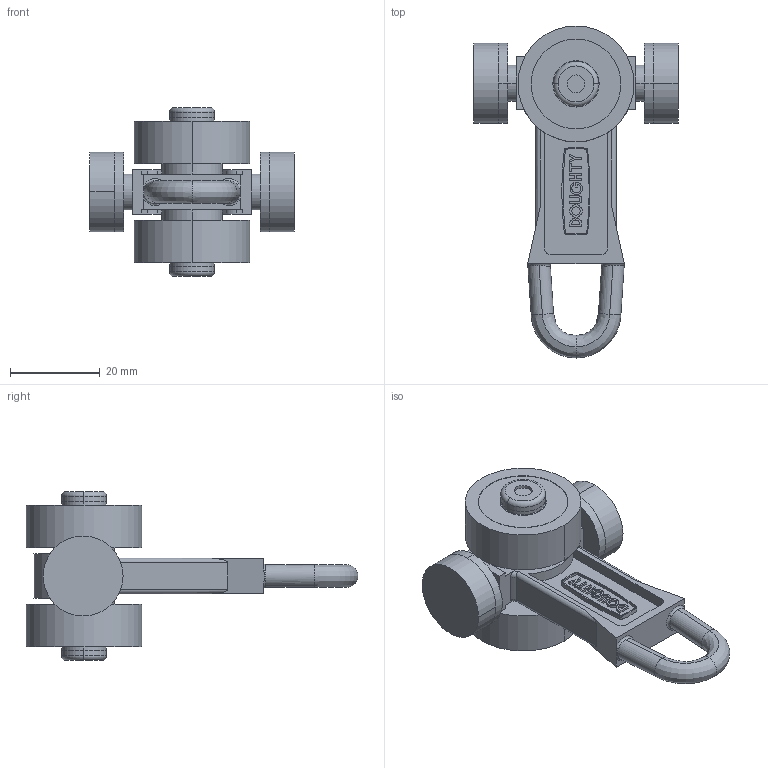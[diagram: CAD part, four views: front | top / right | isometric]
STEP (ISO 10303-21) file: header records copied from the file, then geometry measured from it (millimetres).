
FILE_DESCRIPTION (( 'STEP AP203' ), '1' );
FILE_NAME ('T63757.STEP', '2018-08-16T11:25:05', ( '' ), ( '' ), 'SwSTEP 2.0', 'SolidWorks 2016', '' );
FILE_SCHEMA (( 'CONFIG_CONTROL_DESIGN' ));
Length unit declared in the file: millimetre
Products named in the file (6): ra001-8; RA001-9; T63757; RA001-5; RA001-7; RA001-6
Assembly tree (8 placements, depth 2):
  T63757
    RA001-5
    RA001-6  x2
    RA001-7  x2
    ra001-8  x2
    RA001-9
Bounding box: 45.5 x 73.9 x 37.6 mm (x, y, z)
Volume: 22118.8 mm3; surface area: 12790.5 mm2
Topology: 8 solids, 8 shells, 242 faces, 589 edges, 388 vertices
Faces by surface type: plane 115, cylinder 107, bspline 12, torus 8
Entity records: 8256 total; most frequent: CARTESIAN_POINT 2278, DIRECTION 1125, ORIENTED_EDGE 1082, EDGE_CURVE 541, AXIS2_PLACEMENT_3D 408, VERTEX_POINT 356, VECTOR 309, LINE 309
